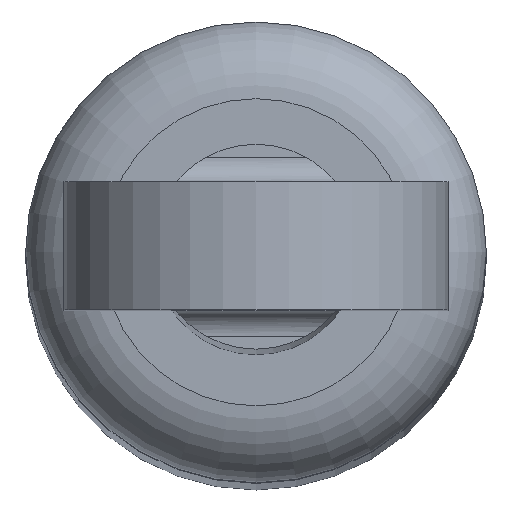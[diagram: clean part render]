
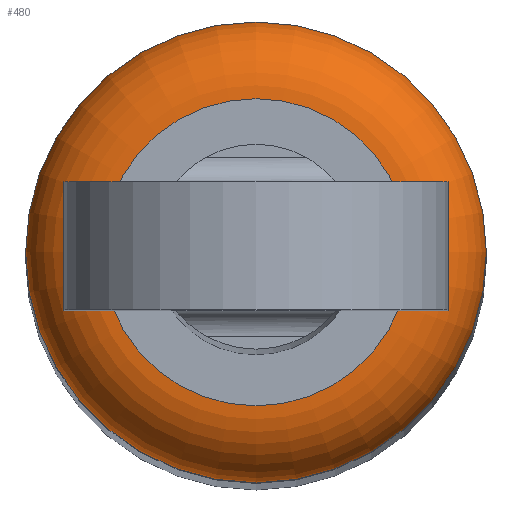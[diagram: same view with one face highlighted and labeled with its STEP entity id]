
A CAD part, top view. The second image highlights one B-rep face of the part: STEP entity #480.
In plain terms, the highlighted toroidal (fillet/blend) face has major radius 6 mm and minor radius 3 mm.
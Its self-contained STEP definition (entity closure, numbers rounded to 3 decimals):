
#38=TOROIDAL_SURFACE('',#584,6.,3.);
#135=FACE_OUTER_BOUND('',#167,.T.);
#167=EDGE_LOOP('',(#352,#353,#354,#355,#356));
#200=CIRCLE('',#581,9.);
#201=CIRCLE('',#582,9.);
#202=CIRCLE('',#585,6.);
#203=CIRCLE('',#586,3.);
#224=VERTEX_POINT('',#802);
#225=VERTEX_POINT('',#803);
#230=VERTEX_POINT('',#817);
#270=EDGE_CURVE('',#224,#225,#200,.T.);
#272=EDGE_CURVE('',#225,#224,#201,.T.);
#277=EDGE_CURVE('',#230,#230,#202,.T.);
#278=EDGE_CURVE('',#230,#225,#203,.T.);
#352=ORIENTED_EDGE('',*,*,#277,.T.);
#353=ORIENTED_EDGE('',*,*,#278,.T.);
#354=ORIENTED_EDGE('',*,*,#272,.T.);
#355=ORIENTED_EDGE('',*,*,#270,.T.);
#356=ORIENTED_EDGE('',*,*,#278,.F.);
#480=ADVANCED_FACE('',(#135),#38,.T.);
#581=AXIS2_PLACEMENT_3D('',#804,#657,#658);
#582=AXIS2_PLACEMENT_3D('',#806,#660,#661);
#584=AXIS2_PLACEMENT_3D('',#816,#668,#669);
#585=AXIS2_PLACEMENT_3D('',#818,#670,#671);
#586=AXIS2_PLACEMENT_3D('',#819,#672,#673);
#657=DIRECTION('center_axis',(0.,0.,1.));
#658=DIRECTION('ref_axis',(-1.,0.,0.));
#660=DIRECTION('center_axis',(0.,0.,1.));
#661=DIRECTION('ref_axis',(-1.,0.,0.));
#668=DIRECTION('center_axis',(0.,0.,1.));
#669=DIRECTION('ref_axis',(1.,0.,0.));
#670=DIRECTION('center_axis',(0.,0.,-1.));
#671=DIRECTION('ref_axis',(-1.,0.,0.));
#672=DIRECTION('center_axis',(0.,-1.,0.));
#673=DIRECTION('ref_axis',(-1.,0.,0.));
#802=CARTESIAN_POINT('',(9.,0.,79.5));
#803=CARTESIAN_POINT('',(-9.,0.,79.5));
#804=CARTESIAN_POINT('Origin',(0.,0.,79.5));
#806=CARTESIAN_POINT('Origin',(0.,0.,79.5));
#816=CARTESIAN_POINT('Origin',(0.,0.,79.5));
#817=CARTESIAN_POINT('',(-6.,0.,82.5));
#818=CARTESIAN_POINT('Origin',(0.,0.,82.5));
#819=CARTESIAN_POINT('Origin',(-6.,0.,79.5));
